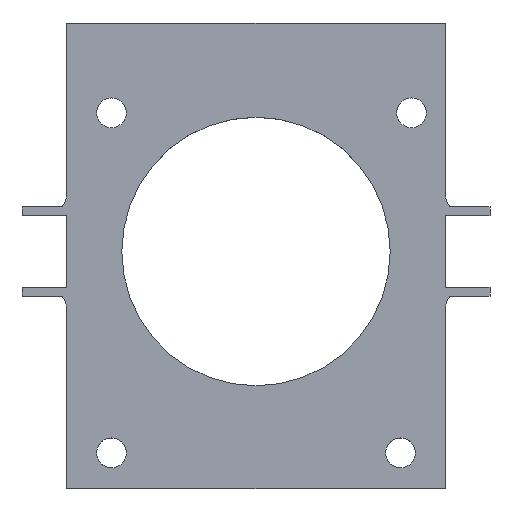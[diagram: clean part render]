
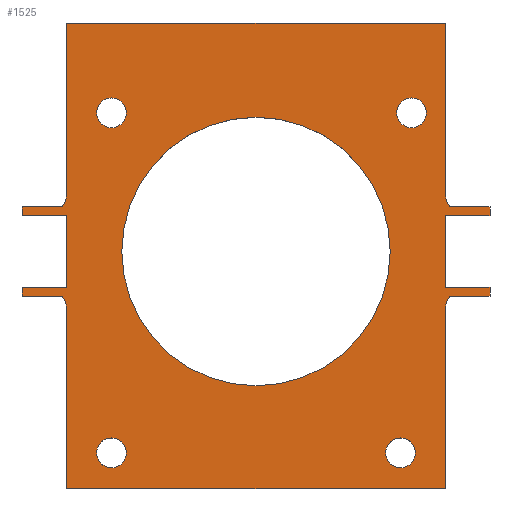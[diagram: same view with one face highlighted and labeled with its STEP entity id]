
A CAD part, top view. The second image highlights one B-rep face of the part: STEP entity #1525.
In plain terms, the highlighted planar face has unit normal (0, 0, 1).
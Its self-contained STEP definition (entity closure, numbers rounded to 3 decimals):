
#198=DIRECTION('',(0.,1.,0.));
#199=VECTOR('',#198,19.995);
#200=CARTESIAN_POINT('',(42.3,-47.,5.));
#201=LINE('',#200,#199);
#330=CARTESIAN_POINT('',(21.15,-20.5,5.));
#331=DIRECTION('',(0.,0.,-1.));
#332=DIRECTION('',(0.,-1.,0.));
#333=AXIS2_PLACEMENT_3D('',#330,#331,#332);
#335=CARTESIAN_POINT('',(21.15,-20.5,5.));
#336=DIRECTION('',(0.,0.,-1.));
#337=DIRECTION('',(0.,1.,0.));
#338=AXIS2_PLACEMENT_3D('',#335,#336,#337);
#340=CARTESIAN_POINT('',(-2.515,-27.005,5.));
#341=DIRECTION('',(0.,0.,-1.));
#342=DIRECTION('',(0.801,0.598,0.));
#343=AXIS2_PLACEMENT_3D('',#340,#341,#342);
#345=DIRECTION('',(-1.,0.,0.));
#346=VECTOR('',#345,4.5);
#347=CARTESIAN_POINT('',(-0.5,-25.5,5.));
#348=LINE('',#347,#346);
#349=DIRECTION('',(0.,-1.,0.));
#350=VECTOR('',#349,8.);
#351=CARTESIAN_POINT('',(0.,-16.5,5.));
#352=LINE('',#351,#350);
#353=DIRECTION('',(-1.,0.,0.));
#354=VECTOR('',#353,5.);
#355=CARTESIAN_POINT('',(0.,-16.5,5.));
#356=LINE('',#355,#354);
#357=CARTESIAN_POINT('',(-2.515,-13.995,5.));
#358=DIRECTION('',(0.,0.,-1.));
#359=DIRECTION('',(1.,0.,0.));
#360=AXIS2_PLACEMENT_3D('',#357,#358,#359);
#362=DIRECTION('',(0.,-1.,0.));
#363=VECTOR('',#362,18.995);
#364=CARTESIAN_POINT('',(0.,5.,5.));
#365=LINE('',#364,#363);
#366=DIRECTION('',(-1.,0.,0.));
#367=VECTOR('',#366,42.3);
#368=CARTESIAN_POINT('',(42.3,5.,5.));
#369=LINE('',#368,#367);
#370=DIRECTION('',(0.,1.,0.));
#371=VECTOR('',#370,18.995);
#372=CARTESIAN_POINT('',(42.3,-13.995,5.));
#373=LINE('',#372,#371);
#374=CARTESIAN_POINT('',(44.815,-13.995,5.));
#375=DIRECTION('',(0.,0.,1.));
#376=DIRECTION('',(-1.,0.,0.));
#377=AXIS2_PLACEMENT_3D('',#374,#375,#376);
#379=DIRECTION('',(1.,0.,0.));
#380=VECTOR('',#379,4.5);
#381=CARTESIAN_POINT('',(42.8,-15.5,5.));
#382=LINE('',#381,#380);
#383=DIRECTION('',(0.,1.,0.));
#384=VECTOR('',#383,8.);
#385=CARTESIAN_POINT('',(42.3,-24.5,5.));
#386=LINE('',#385,#384);
#387=DIRECTION('',(1.,0.,0.));
#388=VECTOR('',#387,5.);
#389=CARTESIAN_POINT('',(42.3,-24.5,5.));
#390=LINE('',#389,#388);
#391=CARTESIAN_POINT('',(44.815,-27.005,5.));
#392=DIRECTION('',(0.,0.,1.));
#393=DIRECTION('',(-0.801,0.598,0.));
#394=AXIS2_PLACEMENT_3D('',#391,#392,#393);
#396=CARTESIAN_POINT('',(5.,-43.,5.));
#397=DIRECTION('',(0.,0.,1.));
#398=DIRECTION('',(0.,1.,0.));
#399=AXIS2_PLACEMENT_3D('',#396,#397,#398);
#401=CARTESIAN_POINT('',(5.,-43.,5.));
#402=DIRECTION('',(0.,0.,1.));
#403=DIRECTION('',(0.,-1.,0.));
#404=AXIS2_PLACEMENT_3D('',#401,#402,#403);
#406=CARTESIAN_POINT('',(37.3,-43.,5.));
#407=DIRECTION('',(0.,0.,1.));
#408=DIRECTION('',(0.,1.,0.));
#409=AXIS2_PLACEMENT_3D('',#406,#407,#408);
#411=CARTESIAN_POINT('',(37.3,-43.,5.));
#412=DIRECTION('',(0.,0.,1.));
#413=DIRECTION('',(0.,-1.,0.));
#414=AXIS2_PLACEMENT_3D('',#411,#412,#413);
#416=CARTESIAN_POINT('',(38.529,-5.,5.));
#417=DIRECTION('',(0.,0.,1.));
#418=DIRECTION('',(0.,1.,0.));
#419=AXIS2_PLACEMENT_3D('',#416,#417,#418);
#421=CARTESIAN_POINT('',(38.529,-5.,5.));
#422=DIRECTION('',(0.,0.,1.));
#423=DIRECTION('',(0.,-1.,0.));
#424=AXIS2_PLACEMENT_3D('',#421,#422,#423);
#426=CARTESIAN_POINT('',(4.999,-5.,5.));
#427=DIRECTION('',(0.,0.,1.));
#428=DIRECTION('',(0.,1.,0.));
#429=AXIS2_PLACEMENT_3D('',#426,#427,#428);
#431=CARTESIAN_POINT('',(4.999,-5.,5.));
#432=DIRECTION('',(0.,0.,1.));
#433=DIRECTION('',(0.,-1.,0.));
#434=AXIS2_PLACEMENT_3D('',#431,#432,#433);
#440=DIRECTION('',(-1.,0.,0.));
#441=VECTOR('',#440,42.3);
#442=CARTESIAN_POINT('',(42.3,-47.,5.));
#443=LINE('',#442,#441);
#539=DIRECTION('',(0.,-1.,0.));
#540=VECTOR('',#539,19.995);
#541=CARTESIAN_POINT('',(0.,-27.005,5.));
#542=LINE('',#541,#540);
#547=DIRECTION('',(-1.,0.,0.));
#548=VECTOR('',#547,5.);
#549=CARTESIAN_POINT('',(0.,-24.5,5.));
#550=LINE('',#549,#548);
#569=DIRECTION('',(0.,1.,0.));
#570=VECTOR('',#569,1.);
#571=CARTESIAN_POINT('',(-5.,-25.5,5.));
#572=LINE('',#571,#570);
#589=DIRECTION('',(0.,1.,0.));
#590=VECTOR('',#589,1.);
#591=CARTESIAN_POINT('',(-5.,-16.5,5.));
#592=LINE('',#591,#590);
#655=DIRECTION('',(-1.,0.,0.));
#656=VECTOR('',#655,4.5);
#657=CARTESIAN_POINT('',(-0.5,-15.5,5.));
#658=LINE('',#657,#656);
#733=DIRECTION('',(1.,0.,0.));
#734=VECTOR('',#733,4.5);
#735=CARTESIAN_POINT('',(42.8,-25.5,5.));
#736=LINE('',#735,#734);
#745=DIRECTION('',(1.,0.,0.));
#746=VECTOR('',#745,5.);
#747=CARTESIAN_POINT('',(42.3,-16.5,5.));
#748=LINE('',#747,#746);
#759=DIRECTION('',(0.,-1.,0.));
#760=VECTOR('',#759,1.);
#761=CARTESIAN_POINT('',(47.3,-24.5,5.));
#762=LINE('',#761,#760);
#779=DIRECTION('',(0.,-1.,0.));
#780=VECTOR('',#779,1.);
#781=CARTESIAN_POINT('',(47.3,-15.5,5.));
#782=LINE('',#781,#780);
#831=CARTESIAN_POINT('',(42.3,5.,5.));
#832=CARTESIAN_POINT('',(0.,5.,5.));
#833=VERTEX_POINT('',#831);
#834=VERTEX_POINT('',#832);
#871=CARTESIAN_POINT('',(21.15,-35.5,5.));
#872=CARTESIAN_POINT('',(21.15,-5.5,5.));
#873=VERTEX_POINT('',#871);
#874=VERTEX_POINT('',#872);
#887=CARTESIAN_POINT('',(-5.,-25.5,5.));
#888=VERTEX_POINT('',#887);
#889=CARTESIAN_POINT('',(-5.,-24.5,5.));
#890=VERTEX_POINT('',#889);
#892=CARTESIAN_POINT('',(-5.,-16.5,5.));
#894=VERTEX_POINT('',#892);
#895=CARTESIAN_POINT('',(-5.,-15.5,5.));
#896=VERTEX_POINT('',#895);
#899=CARTESIAN_POINT('',(0.,-24.5,5.));
#901=VERTEX_POINT('',#899);
#903=CARTESIAN_POINT('',(0.,-16.5,5.));
#905=VERTEX_POINT('',#903);
#923=CARTESIAN_POINT('',(0.,-13.995,5.));
#924=VERTEX_POINT('',#923);
#931=CARTESIAN_POINT('',(-0.5,-25.5,5.));
#932=VERTEX_POINT('',#931);
#933=CARTESIAN_POINT('',(-0.5,-15.5,5.));
#934=VERTEX_POINT('',#933);
#936=CARTESIAN_POINT('',(0.,-27.005,5.));
#938=VERTEX_POINT('',#936);
#939=CARTESIAN_POINT('',(47.3,-24.5,5.));
#940=CARTESIAN_POINT('',(47.3,-25.5,5.));
#941=VERTEX_POINT('',#939);
#942=VERTEX_POINT('',#940);
#947=CARTESIAN_POINT('',(47.3,-16.5,5.));
#949=VERTEX_POINT('',#947);
#953=CARTESIAN_POINT('',(47.3,-15.5,5.));
#954=VERTEX_POINT('',#953);
#955=CARTESIAN_POINT('',(42.3,-24.5,5.));
#957=VERTEX_POINT('',#955);
#959=CARTESIAN_POINT('',(42.3,-16.5,5.));
#961=VERTEX_POINT('',#959);
#979=CARTESIAN_POINT('',(42.3,-13.995,5.));
#981=VERTEX_POINT('',#979);
#983=CARTESIAN_POINT('',(42.3,-27.005,5.));
#985=VERTEX_POINT('',#983);
#987=CARTESIAN_POINT('',(42.8,-25.5,5.));
#989=VERTEX_POINT('',#987);
#991=CARTESIAN_POINT('',(42.8,-15.5,5.));
#993=VERTEX_POINT('',#991);
#995=CARTESIAN_POINT('',(42.3,-47.,5.));
#996=CARTESIAN_POINT('',(0.,-47.,5.));
#997=VERTEX_POINT('',#995);
#998=VERTEX_POINT('',#996);
#1011=CARTESIAN_POINT('',(5.,-41.335,5.));
#1012=CARTESIAN_POINT('',(5.,-44.665,5.));
#1013=VERTEX_POINT('',#1011);
#1014=VERTEX_POINT('',#1012);
#1015=CARTESIAN_POINT('',(37.3,-41.335,5.));
#1016=CARTESIAN_POINT('',(37.3,-44.665,5.));
#1017=VERTEX_POINT('',#1015);
#1018=VERTEX_POINT('',#1016);
#1031=CARTESIAN_POINT('',(38.529,-3.335,5.));
#1032=CARTESIAN_POINT('',(38.529,-6.665,5.));
#1033=VERTEX_POINT('',#1031);
#1034=VERTEX_POINT('',#1032);
#1035=CARTESIAN_POINT('',(4.999,-3.335,5.));
#1036=CARTESIAN_POINT('',(4.999,-6.665,5.));
#1037=VERTEX_POINT('',#1035);
#1038=VERTEX_POINT('',#1036);
#1447=CARTESIAN_POINT('',(0.,0.,5.));
#1448=DIRECTION('',(0.,0.,1.));
#1449=DIRECTION('',(-1.,0.,0.));
#1450=AXIS2_PLACEMENT_3D('',#1447,#1448,#1449);
#1451=PLANE('',#1450);
#1452=ORIENTED_EDGE('',*,*,#1317,.F.);
#1454=ORIENTED_EDGE('',*,*,#1453,.T.);
#1456=ORIENTED_EDGE('',*,*,#1455,.F.);
#1458=ORIENTED_EDGE('',*,*,#1457,.F.);
#1460=ORIENTED_EDGE('',*,*,#1459,.T.);
#1462=ORIENTED_EDGE('',*,*,#1461,.T.);
#1464=ORIENTED_EDGE('',*,*,#1463,.F.);
#1466=ORIENTED_EDGE('',*,*,#1465,.F.);
#1468=ORIENTED_EDGE('',*,*,#1467,.T.);
#1470=ORIENTED_EDGE('',*,*,#1469,.T.);
#1472=ORIENTED_EDGE('',*,*,#1471,.F.);
#1474=ORIENTED_EDGE('',*,*,#1473,.F.);
#1476=ORIENTED_EDGE('',*,*,#1475,.F.);
#1477=ORIENTED_EDGE('',*,*,#1146,.F.);
#1478=ORIENTED_EDGE('',*,*,#1296,.F.);
#1480=ORIENTED_EDGE('',*,*,#1479,.T.);
#1482=ORIENTED_EDGE('',*,*,#1481,.T.);
#1484=ORIENTED_EDGE('',*,*,#1483,.T.);
#1486=ORIENTED_EDGE('',*,*,#1485,.F.);
#1487=ORIENTED_EDGE('',*,*,#1280,.F.);
#1488=ORIENTED_EDGE('',*,*,#1338,.T.);
#1490=ORIENTED_EDGE('',*,*,#1489,.T.);
#1492=ORIENTED_EDGE('',*,*,#1491,.F.);
#1494=ORIENTED_EDGE('',*,*,#1493,.T.);
#1495=EDGE_LOOP('',(#1452,#1454,#1456,#1458,#1460,#1462,#1464,#1466,#1468,#1470,
#1472,#1474,#1476,#1477,#1478,#1480,#1482,#1484,#1486,#1487,#1488,#1490,#1492,
#1494));
#1496=FACE_OUTER_BOUND('',#1495,.F.);
#1497=ORIENTED_EDGE('',*,*,#1427,.F.);
#1498=ORIENTED_EDGE('',*,*,#1441,.F.);
#1499=EDGE_LOOP('',(#1497,#1498));
#1500=FACE_BOUND('',#1499,.F.);
#1502=ORIENTED_EDGE('',*,*,#1501,.T.);
#1504=ORIENTED_EDGE('',*,*,#1503,.T.);
#1505=EDGE_LOOP('',(#1502,#1504));
#1506=FACE_BOUND('',#1505,.F.);
#1508=ORIENTED_EDGE('',*,*,#1507,.T.);
#1510=ORIENTED_EDGE('',*,*,#1509,.T.);
#1511=EDGE_LOOP('',(#1508,#1510));
#1512=FACE_BOUND('',#1511,.F.);
#1514=ORIENTED_EDGE('',*,*,#1513,.T.);
#1516=ORIENTED_EDGE('',*,*,#1515,.T.);
#1517=EDGE_LOOP('',(#1514,#1516));
#1518=FACE_BOUND('',#1517,.F.);
#1520=ORIENTED_EDGE('',*,*,#1519,.T.);
#1522=ORIENTED_EDGE('',*,*,#1521,.T.);
#1523=EDGE_LOOP('',(#1520,#1522));
#1524=FACE_BOUND('',#1523,.F.);
#1525=ADVANCED_FACE('',(#1496,#1500,#1506,#1512,#1518,#1524),#1451,.T.);
#334=CIRCLE('',#333,15.);
#339=CIRCLE('',#338,15.);
#344=CIRCLE('',#343,2.515);
#361=CIRCLE('',#360,2.515);
#378=CIRCLE('',#377,2.515);
#395=CIRCLE('',#394,2.515);
#400=CIRCLE('',#399,1.665);
#405=CIRCLE('',#404,1.665);
#410=CIRCLE('',#409,1.665);
#415=CIRCLE('',#414,1.665);
#420=CIRCLE('',#419,1.665);
#425=CIRCLE('',#424,1.665);
#430=CIRCLE('',#429,1.665);
#435=CIRCLE('',#434,1.665);
#1146=EDGE_CURVE('',#833,#834,#369,.T.);
#1280=EDGE_CURVE('',#957,#961,#386,.T.);
#1296=EDGE_CURVE('',#981,#833,#373,.T.);
#1317=EDGE_CURVE('',#997,#985,#201,.T.);
#1338=EDGE_CURVE('',#957,#941,#390,.T.);
#1427=EDGE_CURVE('',#873,#874,#334,.T.);
#1441=EDGE_CURVE('',#874,#873,#339,.T.);
#1453=EDGE_CURVE('',#997,#998,#443,.T.);
#1455=EDGE_CURVE('',#938,#998,#542,.T.);
#1457=EDGE_CURVE('',#932,#938,#344,.T.);
#1459=EDGE_CURVE('',#932,#888,#348,.T.);
#1461=EDGE_CURVE('',#888,#890,#572,.T.);
#1463=EDGE_CURVE('',#901,#890,#550,.T.);
#1465=EDGE_CURVE('',#905,#901,#352,.T.);
#1467=EDGE_CURVE('',#905,#894,#356,.T.);
#1469=EDGE_CURVE('',#894,#896,#592,.T.);
#1471=EDGE_CURVE('',#934,#896,#658,.T.);
#1473=EDGE_CURVE('',#924,#934,#361,.T.);
#1475=EDGE_CURVE('',#834,#924,#365,.T.);
#1479=EDGE_CURVE('',#981,#993,#378,.T.);
#1481=EDGE_CURVE('',#993,#954,#382,.T.);
#1483=EDGE_CURVE('',#954,#949,#782,.T.);
#1485=EDGE_CURVE('',#961,#949,#748,.T.);
#1489=EDGE_CURVE('',#941,#942,#762,.T.);
#1491=EDGE_CURVE('',#989,#942,#736,.T.);
#1493=EDGE_CURVE('',#989,#985,#395,.T.);
#1501=EDGE_CURVE('',#1013,#1014,#400,.T.);
#1503=EDGE_CURVE('',#1014,#1013,#405,.T.);
#1507=EDGE_CURVE('',#1017,#1018,#410,.T.);
#1509=EDGE_CURVE('',#1018,#1017,#415,.T.);
#1513=EDGE_CURVE('',#1033,#1034,#420,.T.);
#1515=EDGE_CURVE('',#1034,#1033,#425,.T.);
#1519=EDGE_CURVE('',#1037,#1038,#430,.T.);
#1521=EDGE_CURVE('',#1038,#1037,#435,.T.);
